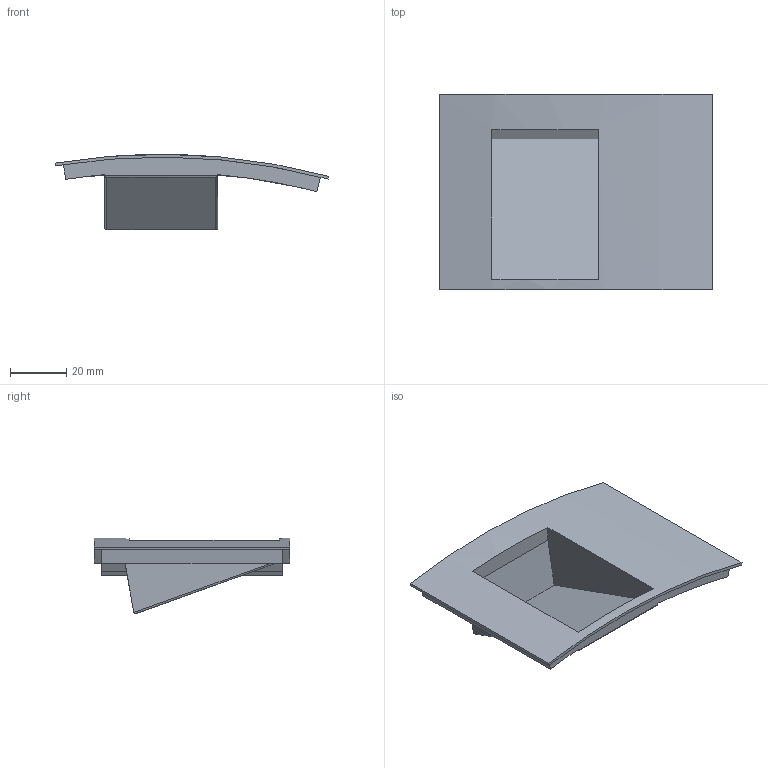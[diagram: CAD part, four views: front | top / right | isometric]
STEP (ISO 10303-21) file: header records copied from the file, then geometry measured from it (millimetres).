
FILE_DESCRIPTION(/* description */ (''),/* implementation_level */ '2;1');
FILE_NAME(/* name */ 'e06413e1-e6bf-4018-b3ec-4c7431aec66c.stp',/* time_stamp */ '2019-02-09T17:16:41+09:00',/* author */ (''),/* organization */ (''),/* preprocessor_version */ 'ST-DEVELOPER v17.2',/* originating_system */ 'Autodesk Translation Framework v7.6.0.251',/* authorisation */ '');
FILE_SCHEMA (('AUTOMOTIVE_DESIGN { 1 0 10303 214 3 1 1 }'));
Length unit declared in the file: inch
Products named in the file (2): Coin Return - Front; Component1
Assembly tree (1 placements, depth 2):
  Coin Return - Front
    Component1
Bounding box: 97.57 x 69.85 x 26.89 mm (x, y, z)
Volume: 32149.4 mm3; surface area: 20781.9 mm2
Topology: 1 solids, 1 shells, 202 faces, 528 edges, 336 vertices
Faces by surface type: cylinder 163, plane 27, bspline 12
Full cylindrical faces by diameter (mm): 2.529 x72, 3.086 x66
Entity records: 13610 total; most frequent: CARTESIAN_POINT 9175, ORIENTED_EDGE 1056, DIRECTION 672, EDGE_CURVE 528, VERTEX_POINT 336, B_SPLINE_CURVE_WITH_KNOTS 288, AXIS2_PLACEMENT_3D 239, EDGE_LOOP 210
